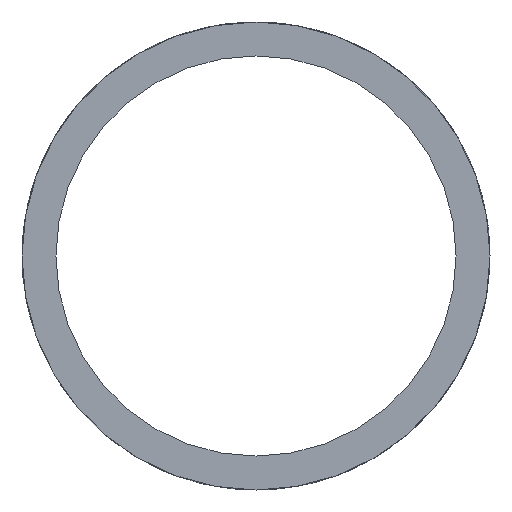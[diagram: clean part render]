
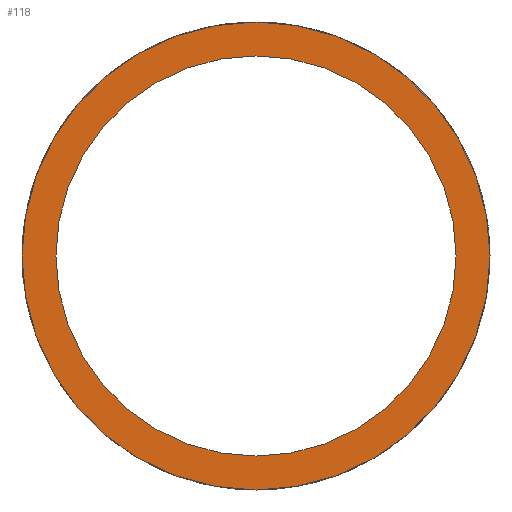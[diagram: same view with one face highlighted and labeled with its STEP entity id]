
A CAD part, left-side view. The second image highlights one B-rep face of the part: STEP entity #118.
In plain terms, the highlighted planar face has unit normal (-1, 0, 0).
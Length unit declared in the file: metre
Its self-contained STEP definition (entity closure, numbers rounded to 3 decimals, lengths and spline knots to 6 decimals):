
#17=PLANE('',#143);
#27=CIRCLE('',#138,0.008625);
#31=CIRCLE('',#144,0.007375);
#42=ORIENTED_EDGE('',*,*,#63,.F.);
#43=ORIENTED_EDGE('',*,*,#71,.T.);
#63=EDGE_CURVE('',#77,#77,#27,.T.);
#71=EDGE_CURVE('',#84,#84,#31,.T.);
#77=VERTEX_POINT('',#307);
#84=VERTEX_POINT('',#465);
#94=EDGE_LOOP('',(#42));
#95=EDGE_LOOP('',(#43));
#105=FACE_BOUND('',#94,.T.);
#106=FACE_BOUND('',#95,.T.);
#118=ADVANCED_FACE('',(#105,#106),#17,.F.);
#138=AXIS2_PLACEMENT_3D('',#309,#152,#153);
#143=AXIS2_PLACEMENT_3D('',#463,#163,#164);
#144=AXIS2_PLACEMENT_3D('',#464,#165,#166);
#152=DIRECTION('',(1.,0.,0.));
#153=DIRECTION('',(0.,1.,0.));
#163=DIRECTION('',(1.,0.,0.));
#164=DIRECTION('',(0.,1.,0.));
#165=DIRECTION('',(1.,0.,0.));
#166=DIRECTION('',(0.,1.,0.));
#307=CARTESIAN_POINT('',(0.,0.008625,0.));
#309=CARTESIAN_POINT('',(0.,0.,0.));
#463=CARTESIAN_POINT('',(0.,0.,0.));
#464=CARTESIAN_POINT('',(0.,0.,0.));
#465=CARTESIAN_POINT('',(0.,0.007375,0.));
